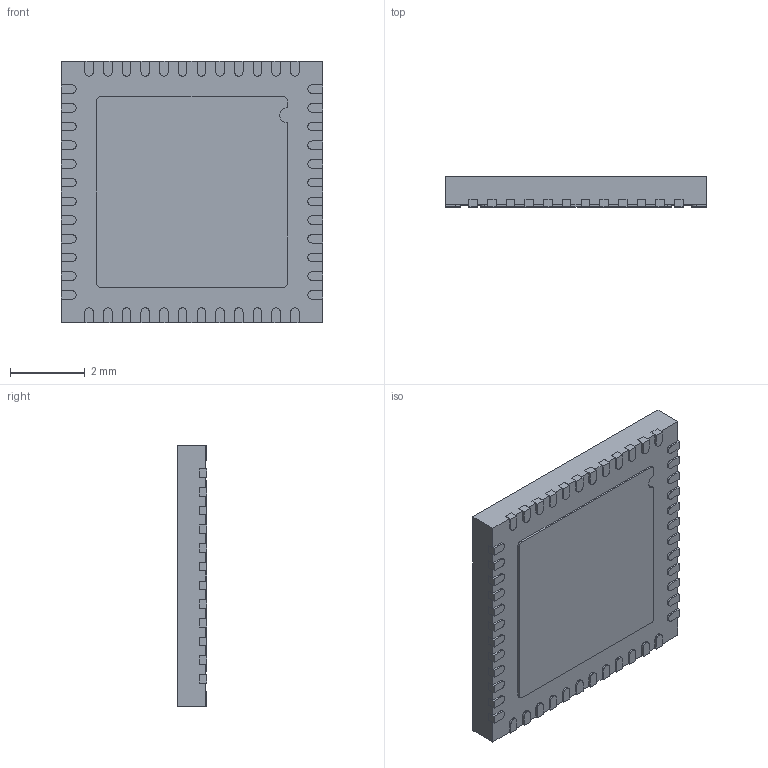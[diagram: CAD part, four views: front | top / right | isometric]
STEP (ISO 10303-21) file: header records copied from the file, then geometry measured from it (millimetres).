
FILE_DESCRIPTION (( 'STEP AP214' ), '1' );
FILE_NAME ('ADUCM360BCPZ128-R7.STEP', '2019-02-11T10:09:24', ( '' ), ( '' ), 'SwSTEP 2.0', 'SolidWorks 2017', '' );
FILE_SCHEMA (( 'AUTOMOTIVE_DESIGN' ));
Length unit declared in the file: millimetre
Products named in the file (1): ADUCM360BCPZ128-R7
Bounding box: 7 x 0.8 x 7 mm (x, y, z)
Volume: 38.3 mm3; surface area: 202.5 mm2
Topology: 50 solids, 50 shells, 533 faces, 1296 edges, 864 vertices
Faces by surface type: plane 403, cylinder 130
Entity records: 16005 total; most frequent: CARTESIAN_POINT 2694, DIRECTION 2624, ORIENTED_EDGE 2592, EDGE_CURVE 1296, LINE 1036, VECTOR 1036, VERTEX_POINT 864, AXIS2_PLACEMENT_3D 794
